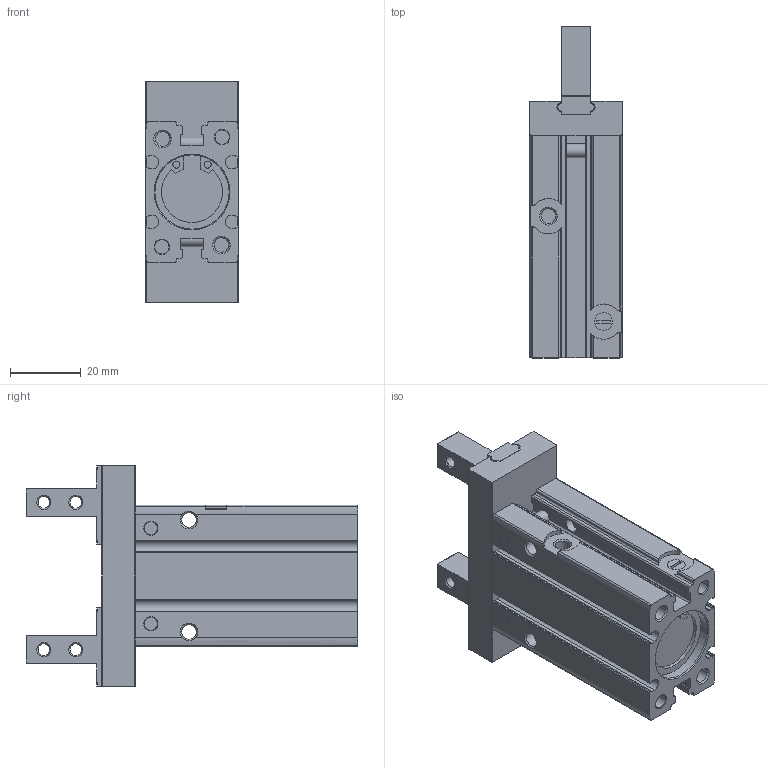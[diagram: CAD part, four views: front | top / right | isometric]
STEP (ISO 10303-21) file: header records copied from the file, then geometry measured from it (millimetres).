
FILE_DESCRIPTION(/* description */ ('STEP AP214'),/* implementation_level */ '2;1');
FILE_NAME(/* name */ '8116842_DHPC-L-20-A-NO-S-1',/* time_stamp */ '2024-08-19T19:52:24+02:00',/* author */ ('License CC BY-ND 4.0'),/* organization */ ('CADENAS'),/* preprocessor_version */ 'ST-DEVELOPER v19.3',/* originating_system */ 'PARTsolutions',/* authorisation */ ' ');
FILE_SCHEMA (('AUTOMOTIVE_DESIGN {1 0 10303 214 3 1 1}'));
Length unit declared in the file: millimetre
Products named in the file (4): 8116842 DHPC-L-20-A-NO-S-1---(1high); 8116731 DHPC-L-20-A-NO-S-1---(highG); 8111968 DHPC-L-20-A-1---(high); 340115 M5-ADVU
Assembly tree (4 placements, depth 2):
  8116842 DHPC-L-20-A-NO-S-1---(1high)
    8116731 DHPC-L-20-A-NO-S-1---(highG)
    8111968 DHPC-L-20-A-1---(high)  x2
    340115 M5-ADVU
Bounding box: 26 x 93.7 x 62.2 mm (x, y, z)
Volume: 71039.1 mm3; surface area: 22686.5 mm2
Topology: 4 solids, 4 shells, 475 faces, 1243 edges, 805 vertices
Faces by surface type: plane 241, cylinder 198, cone 30, torus 6
Full cylindrical faces by diameter (mm): 2 x2, 2.5 x1, 3.242 x4, 3.95 x1, 4 x10, 4.134 x10, 5 x1, 5.5 x4, 6.5 x4, 21 x1
Entity records: 12225 total; most frequent: CARTESIAN_POINT 2241, DIRECTION 2110, ORIENTED_EDGE 1960, EDGE_CURVE 980, AXIS2_PLACEMENT_3D 771, VERTEX_POINT 674, LINE 568, VECTOR 568
